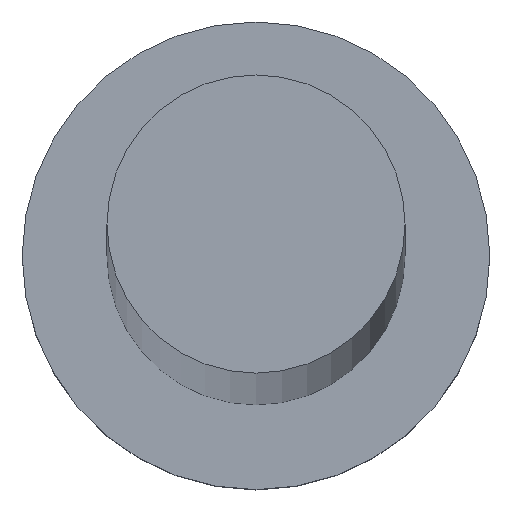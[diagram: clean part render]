
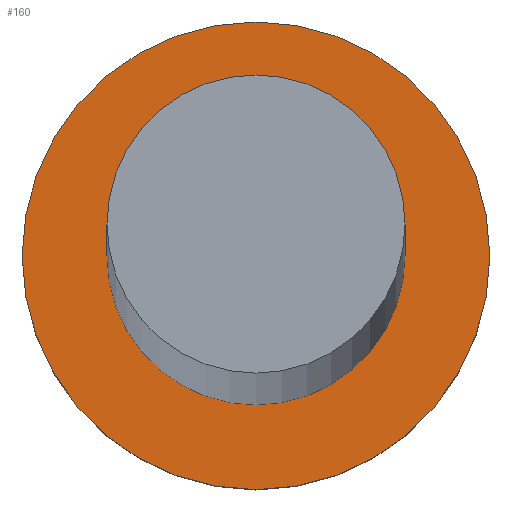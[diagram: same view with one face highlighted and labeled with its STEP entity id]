
A CAD part, top view. The second image highlights one B-rep face of the part: STEP entity #160.
In plain terms, the highlighted planar face has unit normal (0, 0, 1).
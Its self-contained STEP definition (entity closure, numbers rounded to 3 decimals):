
#20 = DIRECTION ( 'NONE',  ( 1., 0., 0. ) ) ;
#22 = CARTESIAN_POINT ( 'NONE',  ( -8., 0., 6.5 ) ) ;
#30 = DIRECTION ( 'NONE',  ( 0., 0., 1. ) ) ;
#31 = ORIENTED_EDGE ( 'NONE', *, *, #105, .T. ) ;
#34 = ORIENTED_EDGE ( 'NONE', *, *, #72, .F. ) ;
#36 = CIRCLE ( 'NONE', #207, 8. ) ;
#37 = EDGE_LOOP ( 'NONE', ( #63, #34 ) ) ;
#48 = AXIS2_PLACEMENT_3D ( 'NONE', #198, #68, #20 ) ;
#56 = EDGE_CURVE ( 'NONE', #126, #167, #142, .T. ) ;
#63 = ORIENTED_EDGE ( 'NONE', *, *, #56, .F. ) ;
#64 = ORIENTED_EDGE ( 'NONE', *, *, #228, .T. ) ;
#68 = DIRECTION ( 'NONE',  ( 0., 0., 1. ) ) ;
#72 = EDGE_CURVE ( 'NONE', #167, #126, #178, .T. ) ;
#73 = DIRECTION ( 'NONE',  ( 1., 0., 0. ) ) ;
#76 = FACE_BOUND ( 'NONE', #37, .T. ) ;
#84 = CARTESIAN_POINT ( 'NONE',  ( 0., 0., 6.5 ) ) ;
#85 = DIRECTION ( 'NONE',  ( 1., 0., 0. ) ) ;
#102 = VERTEX_POINT ( 'NONE', #22 ) ;
#105 = EDGE_CURVE ( 'NONE', #156, #102, #36, .T. ) ;
#106 = DIRECTION ( 'NONE',  ( 1., 0., 0. ) ) ;
#108 = CARTESIAN_POINT ( 'NONE',  ( -5.1, 0., 6.5 ) ) ;
#109 = CARTESIAN_POINT ( 'NONE',  ( 0., 0., 6.5 ) ) ;
#111 = AXIS2_PLACEMENT_3D ( 'NONE', #209, #30, #106 ) ;
#115 = CARTESIAN_POINT ( 'NONE',  ( 0., 0., 6.5 ) ) ;
#124 = CARTESIAN_POINT ( 'NONE',  ( 8., 0., 6.5 ) ) ;
#126 = VERTEX_POINT ( 'NONE', #108 ) ;
#132 = AXIS2_PLACEMENT_3D ( 'NONE', #115, #181, #85 ) ;
#142 = CIRCLE ( 'NONE', #132, 5.1 ) ;
#145 = PLANE ( 'NONE',  #111 ) ;
#150 = AXIS2_PLACEMENT_3D ( 'NONE', #109, #155, #176 ) ;
#155 = DIRECTION ( 'NONE',  ( 0., 0., 1. ) ) ;
#156 = VERTEX_POINT ( 'NONE', #124 ) ;
#160 = ADVANCED_FACE ( 'NONE', ( #76, #245 ), #145, .T. ) ;
#167 = VERTEX_POINT ( 'NONE', #190 ) ;
#176 = DIRECTION ( 'NONE',  ( 1., 0., 0. ) ) ;
#178 = CIRCLE ( 'NONE', #48, 5.1 ) ;
#181 = DIRECTION ( 'NONE',  ( 0., 0., 1. ) ) ;
#190 = CARTESIAN_POINT ( 'NONE',  ( 5.1, 0., 6.5 ) ) ;
#198 = CARTESIAN_POINT ( 'NONE',  ( 0., 0., 6.5 ) ) ;
#207 = AXIS2_PLACEMENT_3D ( 'NONE', #84, #239, #73 ) ;
#209 = CARTESIAN_POINT ( 'NONE',  ( 0., 0., 6.5 ) ) ;
#228 = EDGE_CURVE ( 'NONE', #102, #156, #247, .T. ) ;
#239 = DIRECTION ( 'NONE',  ( 0., 0., 1. ) ) ;
#245 = FACE_OUTER_BOUND ( 'NONE', #246, .T. ) ;
#246 = EDGE_LOOP ( 'NONE', ( #64, #31 ) ) ;
#247 = CIRCLE ( 'NONE', #150, 8. ) ;
